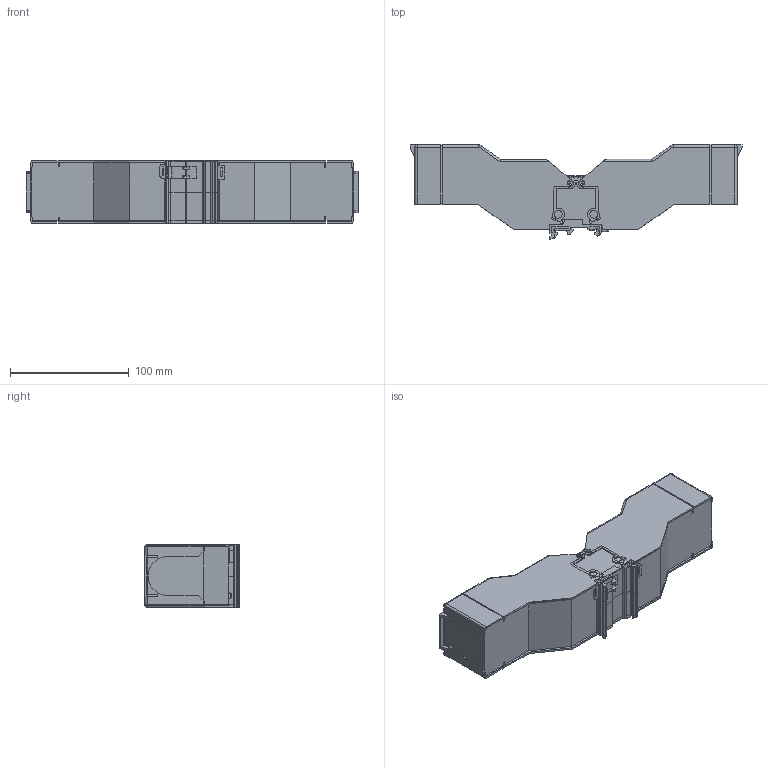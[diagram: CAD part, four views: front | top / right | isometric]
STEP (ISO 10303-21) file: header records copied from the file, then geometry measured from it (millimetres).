
FILE_DESCRIPTION (( 'STEP AP214' ), '1' );
FILE_NAME ('304320_AVK 240 B.STP', '2013-11-12T09:23:48', ( 'arge' ), ( 'Microsoft' ), 'SwSTEP 2.0', 'SolidWorks 2013', '' );
FILE_SCHEMA (( 'AUTOMOTIVE_DESIGN' ));
Length unit declared in the file: millimetre
Products named in the file (1): 304320_AVK 240 B
Bounding box: 280 x 79.37 x 53 mm (x, y, z)
Volume: 784754.1 mm3; surface area: 184489.3 mm2
Topology: 12 solids, 13 shells, 2236 faces, 6229 edges, 4117 vertices
Faces by surface type: plane 1341, cylinder 432, bspline 401, cone 48, torus 8, sphere 6
Entity records: 112881 total; most frequent: CARTESIAN_POINT 34352, ORIENTED_EDGE 12450, DIRECTION 9979, EDGE_CURVE 6225, VECTOR 4411, LINE 4411, VERTEX_POINT 4117, AXIS2_PLACEMENT_3D 2784
